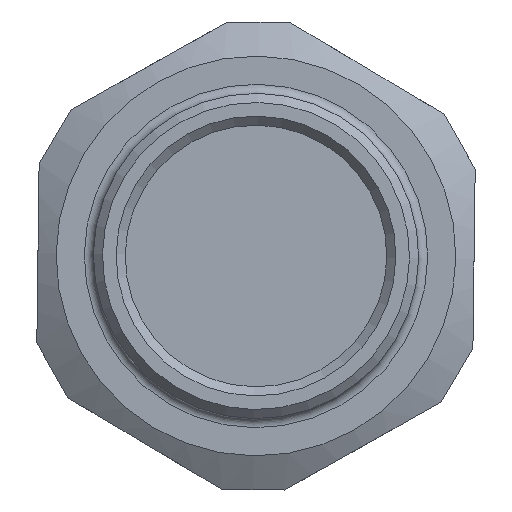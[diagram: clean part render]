
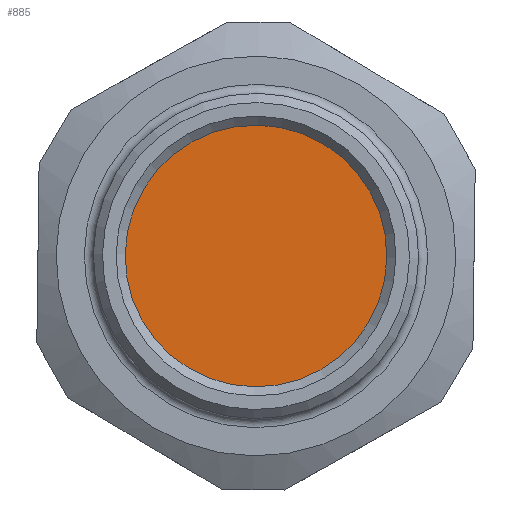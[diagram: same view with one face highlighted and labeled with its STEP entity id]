
A CAD part, front view. The second image highlights one B-rep face of the part: STEP entity #885.
In plain terms, the highlighted planar face has unit normal (0, -1, 0).
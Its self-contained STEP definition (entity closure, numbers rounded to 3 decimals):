
#84=PLANE('',#963);
#117=FACE_OUTER_BOUND('',#170,.T.);
#170=EDGE_LOOP('',(#566));
#238=CIRCLE('',#964,7.2);
#349=VERTEX_POINT('',#1269);
#435=EDGE_CURVE('',#349,#349,#238,.T.);
#566=ORIENTED_EDGE('',*,*,#435,.F.);
#885=ADVANCED_FACE('',(#117),#84,.F.);
#963=AXIS2_PLACEMENT_3D('',#1268,#1053,#1054);
#964=AXIS2_PLACEMENT_3D('',#1270,#1055,#1056);
#1053=DIRECTION('center_axis',(0.,1.,0.));
#1054=DIRECTION('ref_axis',(0.,0.,1.));
#1055=DIRECTION('center_axis',(0.,1.,0.));
#1056=DIRECTION('ref_axis',(-0.872,0.,-0.489));
#1268=CARTESIAN_POINT('Origin',(85.969,-15.194,83.772));
#1269=CARTESIAN_POINT('',(92.25,-15.194,87.292));
#1270=CARTESIAN_POINT('Origin',(85.969,-15.194,83.772));
